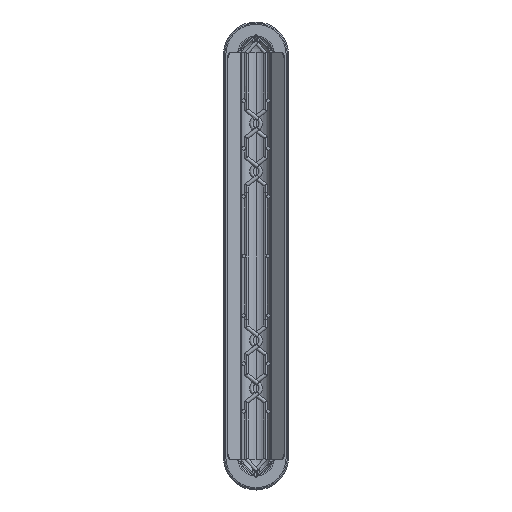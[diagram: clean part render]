
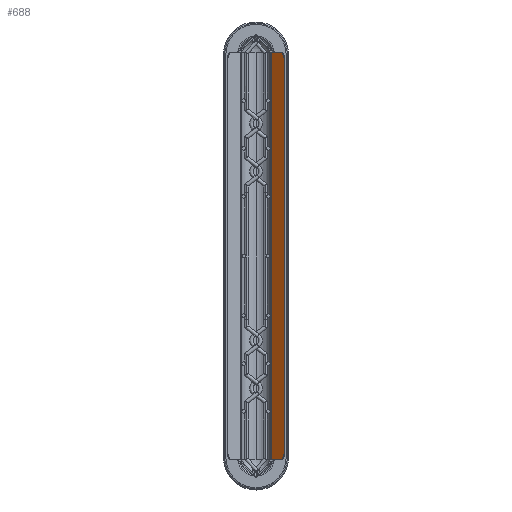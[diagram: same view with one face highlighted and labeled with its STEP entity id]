
A CAD part, left-side view. The second image highlights one B-rep face of the part: STEP entity #688.
In plain terms, the highlighted planar face has unit normal (-0.766, 0.643, 0).
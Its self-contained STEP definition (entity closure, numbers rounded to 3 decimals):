
#688 = ADVANCED_FACE ( 'NONE', ( #62938 ), #31573, .F. ) ;
#1310 = EDGE_CURVE ( 'NONE', #13649, #53495, #46266, .T. ) ;
#3703 = LINE ( 'NONE', #50210, #64050 ) ;
#4499 = DIRECTION ( 'NONE',  ( -0.766, 0.643, 0. ) ) ;
#10675 = CARTESIAN_POINT ( 'NONE',  ( -2019.428, -19.66, 166. ) ) ;
#12397 = CARTESIAN_POINT ( 'NONE',  ( -2022.642, -23.491, -166. ) ) ;
#13649 = VERTEX_POINT ( 'NONE', #32126 ) ;
#15309 = CARTESIAN_POINT ( 'NONE',  ( -2019.428, -19.66, 171. ) ) ;
#16212 = VECTOR ( 'NONE', #37282, 1000. ) ;
#16464 = AXIS2_PLACEMENT_3D ( 'NONE', #37078, #31245, #42611 ) ;
#16964 = CIRCLE ( 'NONE', #35686, 5. ) ;
#17103 = VERTEX_POINT ( 'NONE', #55246 ) ;
#19688 = LINE ( 'NONE', #44859, #44667 ) ;
#19745 = CARTESIAN_POINT ( 'NONE',  ( -2022.642, -23.491, -171. ) ) ;
#20664 = CARTESIAN_POINT ( 'NONE',  ( -2019.428, -19.66, -166. ) ) ;
#21815 = EDGE_LOOP ( 'NONE', ( #56377, #56146, #63355, #62255, #51823, #58839 ) ) ;
#31245 = DIRECTION ( 'NONE',  ( 0.766, -0.643, 0. ) ) ;
#31573 = PLANE ( 'NONE',  #16464 ) ;
#32072 = VERTEX_POINT ( 'NONE', #12397 ) ;
#32126 = CARTESIAN_POINT ( 'NONE',  ( -2013.599, -12.714, -171. ) ) ;
#33001 = CARTESIAN_POINT ( 'NONE',  ( -2022.642, -23.491, 166. ) ) ;
#35360 = EDGE_CURVE ( 'NONE', #17103, #35813, #3703, .T. ) ;
#35686 = AXIS2_PLACEMENT_3D ( 'NONE', #10675, #58850, #43358 ) ;
#35813 = VERTEX_POINT ( 'NONE', #15309 ) ;
#37078 = CARTESIAN_POINT ( 'NONE',  ( -2022.642, -23.491, 171. ) ) ;
#37282 = DIRECTION ( 'NONE',  ( 0., 0., -1. ) ) ;
#37707 = EDGE_CURVE ( 'NONE', #46779, #35813, #16964, .T. ) ;
#39104 = CARTESIAN_POINT ( 'NONE',  ( -2019.428, -19.66, -171. ) ) ;
#39422 = EDGE_CURVE ( 'NONE', #17103, #13649, #19688, .T. ) ;
#40333 = DIRECTION ( 'NONE',  ( 0., 0., -1. ) ) ;
#42611 = DIRECTION ( 'NONE',  ( 0.643, 0.766, 0. ) ) ;
#42795 = CARTESIAN_POINT ( 'NONE',  ( -2022.642, -23.491, 171. ) ) ;
#42905 = VECTOR ( 'NONE', #55569, 1000. ) ;
#43358 = DIRECTION ( 'NONE',  ( 0.643, 0.766, 0. ) ) ;
#44667 = VECTOR ( 'NONE', #40333, 1000. ) ;
#44859 = CARTESIAN_POINT ( 'NONE',  ( -2013.599, -12.714, 171. ) ) ;
#46266 = LINE ( 'NONE', #19745, #42905 ) ;
#46779 = VERTEX_POINT ( 'NONE', #33001 ) ;
#47955 = EDGE_CURVE ( 'NONE', #53495, #32072, #60226, .T. ) ;
#50210 = CARTESIAN_POINT ( 'NONE',  ( -2022.642, -23.491, 171. ) ) ;
#51823 = ORIENTED_EDGE ( 'NONE', *, *, #1310, .T. ) ;
#53495 = VERTEX_POINT ( 'NONE', #39104 ) ;
#55246 = CARTESIAN_POINT ( 'NONE',  ( -2013.599, -12.714, 171. ) ) ;
#55569 = DIRECTION ( 'NONE',  ( -0.643, -0.766, 0. ) ) ;
#55790 = AXIS2_PLACEMENT_3D ( 'NONE', #20664, #4499, #61998 ) ;
#56146 = ORIENTED_EDGE ( 'NONE', *, *, #37707, .T. ) ;
#56377 = ORIENTED_EDGE ( 'NONE', *, *, #65087, .F. ) ;
#58839 = ORIENTED_EDGE ( 'NONE', *, *, #47955, .T. ) ;
#58850 = DIRECTION ( 'NONE',  ( -0.766, 0.643, 0. ) ) ;
#58944 = LINE ( 'NONE', #42795, #16212 ) ;
#60226 = CIRCLE ( 'NONE', #55790, 5. ) ;
#61998 = DIRECTION ( 'NONE',  ( 0.643, 0.766, 0. ) ) ;
#62255 = ORIENTED_EDGE ( 'NONE', *, *, #39422, .T. ) ;
#62938 = FACE_OUTER_BOUND ( 'NONE', #21815, .T. ) ;
#63355 = ORIENTED_EDGE ( 'NONE', *, *, #35360, .F. ) ;
#64050 = VECTOR ( 'NONE', #65687, 1000. ) ;
#65087 = EDGE_CURVE ( 'NONE', #46779, #32072, #58944, .T. ) ;
#65687 = DIRECTION ( 'NONE',  ( -0.643, -0.766, 0. ) ) ;
